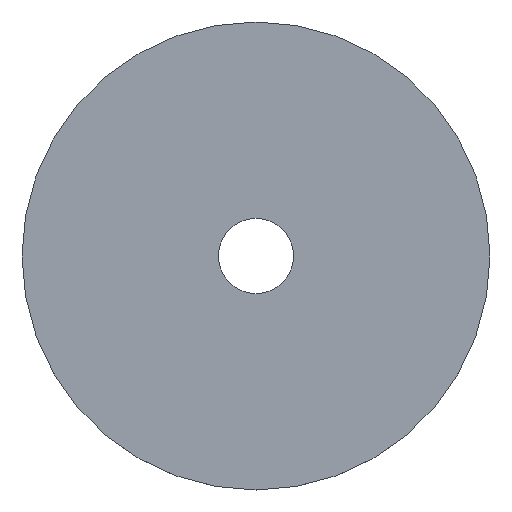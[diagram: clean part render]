
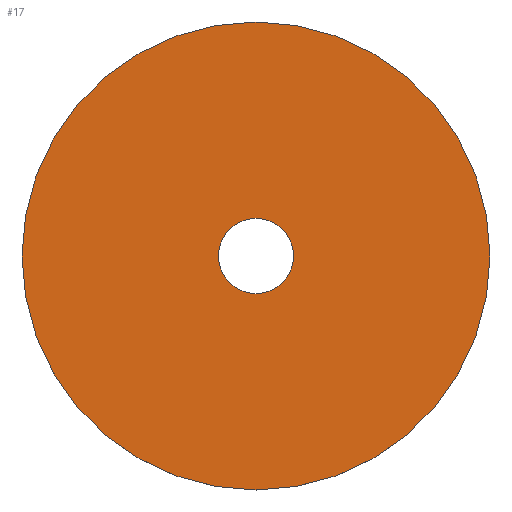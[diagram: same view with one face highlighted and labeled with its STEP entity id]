
A CAD part, top view. The second image highlights one B-rep face of the part: STEP entity #17.
In plain terms, the highlighted planar face has unit normal (0, 0, 1).
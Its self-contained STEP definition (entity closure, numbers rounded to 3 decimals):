
#17 = ADVANCED_FACE('',(#18,#83),#33,.F.);
#18 = FACE_BOUND('',#19,.F.);
#19 = EDGE_LOOP('',(#20,#56));
#20 = ORIENTED_EDGE('',*,*,#21,.T.);
#21 = EDGE_CURVE('',#22,#24,#26,.T.);
#22 = VERTEX_POINT('',#23);
#23 = CARTESIAN_POINT('',(1527.5,-100.,-288.5));
#24 = VERTEX_POINT('',#25);
#25 = CARTESIAN_POINT('',(1608.5,-100.,-288.5));
#26 = SURFACE_CURVE('',#27,(#32,#44),.PCURVE_S1.);
#27 = CIRCLE('',#28,40.5);
#28 = AXIS2_PLACEMENT_3D('',#29,#30,#31);
#29 = CARTESIAN_POINT('',(1568.,-100.,-288.5));
#30 = DIRECTION('',(0.,0.,-1.));
#31 = DIRECTION('',(-1.,0.,0.));
#32 = PCURVE('',#33,#38);
#33 = PLANE('',#34);
#34 = AXIS2_PLACEMENT_3D('',#35,#36,#37);
#35 = CARTESIAN_POINT('',(1568.,-100.,-288.5));
#36 = DIRECTION('',(0.,0.,-1.));
#37 = DIRECTION('',(-1.,0.,0.));
#38 = DEFINITIONAL_REPRESENTATION('',(#39),#43);
#39 = CIRCLE('',#40,40.5);
#40 = AXIS2_PLACEMENT_2D('',#41,#42);
#41 = CARTESIAN_POINT('',(0.,0.));
#42 = DIRECTION('',(1.,0.));
#43 = ( GEOMETRIC_REPRESENTATION_CONTEXT(2) 
PARAMETRIC_REPRESENTATION_CONTEXT() REPRESENTATION_CONTEXT('2D SPACE',''
  ) );
#44 = PCURVE('',#45,#50);
#45 = CYLINDRICAL_SURFACE('',#46,40.5);
#46 = AXIS2_PLACEMENT_3D('',#47,#48,#49);
#47 = CARTESIAN_POINT('',(1568.,-100.,-288.5));
#48 = DIRECTION('',(0.,0.,-1.));
#49 = DIRECTION('',(-1.,0.,0.));
#50 = DEFINITIONAL_REPRESENTATION('',(#51),#55);
#51 = LINE('',#52,#53);
#52 = CARTESIAN_POINT('',(0.,0.));
#53 = VECTOR('',#54,1.);
#54 = DIRECTION('',(1.,0.));
#55 = ( GEOMETRIC_REPRESENTATION_CONTEXT(2) 
PARAMETRIC_REPRESENTATION_CONTEXT() REPRESENTATION_CONTEXT('2D SPACE',''
  ) );
#56 = ORIENTED_EDGE('',*,*,#57,.T.);
#57 = EDGE_CURVE('',#24,#22,#58,.T.);
#58 = SURFACE_CURVE('',#59,(#64,#71),.PCURVE_S1.);
#59 = CIRCLE('',#60,40.5);
#60 = AXIS2_PLACEMENT_3D('',#61,#62,#63);
#61 = CARTESIAN_POINT('',(1568.,-100.,-288.5));
#62 = DIRECTION('',(0.,0.,-1.));
#63 = DIRECTION('',(1.,0.,0.));
#64 = PCURVE('',#33,#65);
#65 = DEFINITIONAL_REPRESENTATION('',(#66),#70);
#66 = CIRCLE('',#67,40.5);
#67 = AXIS2_PLACEMENT_2D('',#68,#69);
#68 = CARTESIAN_POINT('',(0.,0.));
#69 = DIRECTION('',(-1.,0.));
#70 = ( GEOMETRIC_REPRESENTATION_CONTEXT(2) 
PARAMETRIC_REPRESENTATION_CONTEXT() REPRESENTATION_CONTEXT('2D SPACE',''
  ) );
#71 = PCURVE('',#72,#77);
#72 = CYLINDRICAL_SURFACE('',#73,40.5);
#73 = AXIS2_PLACEMENT_3D('',#74,#75,#76);
#74 = CARTESIAN_POINT('',(1568.,-100.,-288.5));
#75 = DIRECTION('',(0.,0.,-1.));
#76 = DIRECTION('',(-1.,0.,0.));
#77 = DEFINITIONAL_REPRESENTATION('',(#78),#82);
#78 = LINE('',#79,#80);
#79 = CARTESIAN_POINT('',(3.142,0.));
#80 = VECTOR('',#81,1.);
#81 = DIRECTION('',(1.,0.));
#82 = ( GEOMETRIC_REPRESENTATION_CONTEXT(2) 
PARAMETRIC_REPRESENTATION_CONTEXT() REPRESENTATION_CONTEXT('2D SPACE',''
  ) );
#83 = FACE_BOUND('',#84,.F.);
#84 = EDGE_LOOP('',(#85,#120));
#85 = ORIENTED_EDGE('',*,*,#86,.T.);
#86 = EDGE_CURVE('',#87,#89,#91,.T.);
#87 = VERTEX_POINT('',#88);
#88 = CARTESIAN_POINT('',(1561.5,-100.,-288.5));
#89 = VERTEX_POINT('',#90);
#90 = CARTESIAN_POINT('',(1574.5,-100.,-288.5));
#91 = SURFACE_CURVE('',#92,(#97,#108),.PCURVE_S1.);
#92 = CIRCLE('',#93,6.5);
#93 = AXIS2_PLACEMENT_3D('',#94,#95,#96);
#94 = CARTESIAN_POINT('',(1568.,-100.,-288.5));
#95 = DIRECTION('',(0.,0.,1.));
#96 = DIRECTION('',(-1.,0.,0.));
#97 = PCURVE('',#33,#98);
#98 = DEFINITIONAL_REPRESENTATION('',(#99),#107);
#99 = ( BOUNDED_CURVE() B_SPLINE_CURVE(2,(#100,#101,#102,#103,#104,#105,
#106),.UNSPECIFIED.,.T.,.F.) B_SPLINE_CURVE_WITH_KNOTS((1,2,2,2,2,1),(
    -2.094,0.,2.094,4.189,6.283,
8.378),.UNSPECIFIED.) CURVE() GEOMETRIC_REPRESENTATION_ITEM() 
RATIONAL_B_SPLINE_CURVE((1.,0.5,1.,0.5,1.,0.5,1.)) REPRESENTATION_ITEM(
  '') );
#100 = CARTESIAN_POINT('',(6.5,0.));
#101 = CARTESIAN_POINT('',(6.5,-11.258));
#102 = CARTESIAN_POINT('',(-3.25,-5.629));
#103 = CARTESIAN_POINT('',(-13.,0.));
#104 = CARTESIAN_POINT('',(-3.25,5.629));
#105 = CARTESIAN_POINT('',(6.5,11.258));
#106 = CARTESIAN_POINT('',(6.5,0.));
#107 = ( GEOMETRIC_REPRESENTATION_CONTEXT(2) 
PARAMETRIC_REPRESENTATION_CONTEXT() REPRESENTATION_CONTEXT('2D SPACE',''
  ) );
#108 = PCURVE('',#109,#114);
#109 = CYLINDRICAL_SURFACE('',#110,6.5);
#110 = AXIS2_PLACEMENT_3D('',#111,#112,#113);
#111 = CARTESIAN_POINT('',(1568.,-100.,-288.5));
#112 = DIRECTION('',(0.,0.,-1.));
#113 = DIRECTION('',(-1.,0.,0.));
#114 = DEFINITIONAL_REPRESENTATION('',(#115),#119);
#115 = LINE('',#116,#117);
#116 = CARTESIAN_POINT('',(6.283,0.));
#117 = VECTOR('',#118,1.);
#118 = DIRECTION('',(-1.,0.));
#119 = ( GEOMETRIC_REPRESENTATION_CONTEXT(2) 
PARAMETRIC_REPRESENTATION_CONTEXT() REPRESENTATION_CONTEXT('2D SPACE',''
  ) );
#120 = ORIENTED_EDGE('',*,*,#121,.T.);
#121 = EDGE_CURVE('',#89,#87,#122,.T.);
#122 = SURFACE_CURVE('',#123,(#128,#139),.PCURVE_S1.);
#123 = CIRCLE('',#124,6.5);
#124 = AXIS2_PLACEMENT_3D('',#125,#126,#127);
#125 = CARTESIAN_POINT('',(1568.,-100.,-288.5));
#126 = DIRECTION('',(0.,0.,1.));
#127 = DIRECTION('',(1.,0.,0.));
#128 = PCURVE('',#33,#129);
#129 = DEFINITIONAL_REPRESENTATION('',(#130),#138);
#130 = ( BOUNDED_CURVE() B_SPLINE_CURVE(2,(#131,#132,#133,#134,#135,#136
,#137),.UNSPECIFIED.,.T.,.F.) B_SPLINE_CURVE_WITH_KNOTS((1,2,2,2,2,1),(
    -2.094,0.,2.094,4.189,6.283,
8.378),.UNSPECIFIED.) CURVE() GEOMETRIC_REPRESENTATION_ITEM() 
RATIONAL_B_SPLINE_CURVE((1.,0.5,1.,0.5,1.,0.5,1.)) REPRESENTATION_ITEM(
  '') );
#131 = CARTESIAN_POINT('',(-6.5,0.));
#132 = CARTESIAN_POINT('',(-6.5,11.258));
#133 = CARTESIAN_POINT('',(3.25,5.629));
#134 = CARTESIAN_POINT('',(13.,0.));
#135 = CARTESIAN_POINT('',(3.25,-5.629));
#136 = CARTESIAN_POINT('',(-6.5,-11.258));
#137 = CARTESIAN_POINT('',(-6.5,0.));
#138 = ( GEOMETRIC_REPRESENTATION_CONTEXT(2) 
PARAMETRIC_REPRESENTATION_CONTEXT() REPRESENTATION_CONTEXT('2D SPACE',''
  ) );
#139 = PCURVE('',#140,#145);
#140 = CYLINDRICAL_SURFACE('',#141,6.5);
#141 = AXIS2_PLACEMENT_3D('',#142,#143,#144);
#142 = CARTESIAN_POINT('',(1568.,-100.,-288.5));
#143 = DIRECTION('',(0.,0.,-1.));
#144 = DIRECTION('',(-1.,0.,0.));
#145 = DEFINITIONAL_REPRESENTATION('',(#146),#150);
#146 = LINE('',#147,#148);
#147 = CARTESIAN_POINT('',(3.142,0.));
#148 = VECTOR('',#149,1.);
#149 = DIRECTION('',(-1.,0.));
#150 = ( GEOMETRIC_REPRESENTATION_CONTEXT(2) 
PARAMETRIC_REPRESENTATION_CONTEXT() REPRESENTATION_CONTEXT('2D SPACE',''
  ) );
